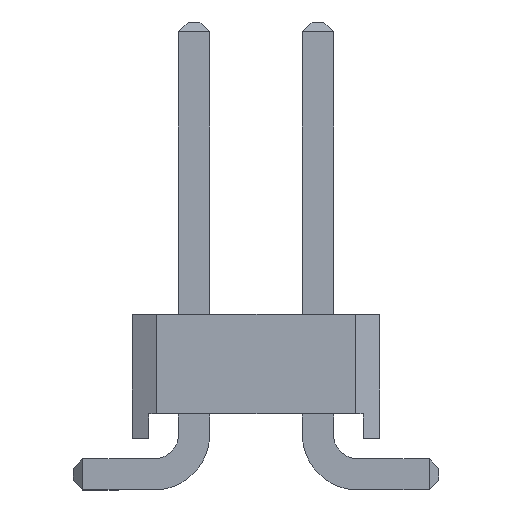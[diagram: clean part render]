
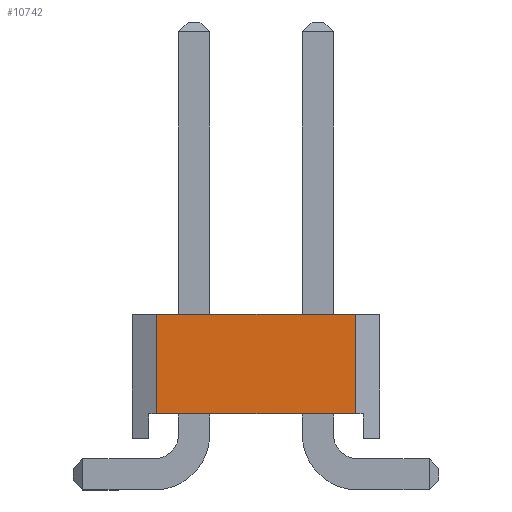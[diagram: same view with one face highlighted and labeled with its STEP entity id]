
A CAD part, front view. The second image highlights one B-rep face of the part: STEP entity #10742.
In plain terms, the highlighted face is planar.
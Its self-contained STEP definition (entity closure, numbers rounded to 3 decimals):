
#1692=ORIENTED_EDGE('',*,*,#3024,.F.);
#1693=ORIENTED_EDGE('',*,*,#3032,.T.);
#1694=ORIENTED_EDGE('',*,*,#3029,.T.);
#1695=ORIENTED_EDGE('',*,*,#3033,.T.);
#3024=EDGE_CURVE('',#3834,#3835,#4714,.T.);
#3029=EDGE_CURVE('',#3836,#3837,#4719,.T.);
#3032=EDGE_CURVE('',#3834,#3836,#4722,.T.);
#3033=EDGE_CURVE('',#3837,#3835,#4723,.T.);
#3834=VERTEX_POINT('',#14928);
#3835=VERTEX_POINT('',#14930);
#3836=VERTEX_POINT('',#14934);
#3837=VERTEX_POINT('',#14937);
#4714=LINE('',#14929,#5728);
#4719=LINE('',#14938,#5733);
#4722=LINE('',#14944,#5736);
#4723=LINE('',#14946,#5737);
#5728=VECTOR('',#12780,1000.);
#5733=VECTOR('',#12787,1000.);
#5736=VECTOR('',#12796,1000.);
#5737=VECTOR('',#12799,1000.);
#6380=EDGE_LOOP('',(#1692,#1693,#1694,#1695));
#6848=FACE_BOUND('',#6380,.T.);
#7252=PLANE('',#11249);
#10742=ADVANCED_FACE('',(#6848),#7252,.T.);
#11249=AXIS2_PLACEMENT_3D('',#15075,#12864,#12865);
#12780=DIRECTION('',(0.,0.,1.));
#12787=DIRECTION('',(0.,0.,1.));
#12796=DIRECTION('',(0.,-1.,0.));
#12799=DIRECTION('',(0.,1.,0.));
#12864=DIRECTION('',(-1.,0.,0.));
#12865=DIRECTION('',(0.,0.,1.));
#14928=CARTESIAN_POINT('',(-10.16,2.04,-0.77));
#14929=CARTESIAN_POINT('',(-10.16,2.04,-20.07));
#14930=CARTESIAN_POINT('',(-10.16,2.04,1.27));
#14934=CARTESIAN_POINT('',(-10.16,-2.04,-0.77));
#14937=CARTESIAN_POINT('',(-10.16,-2.04,1.27));
#14938=CARTESIAN_POINT('',(-10.16,-2.04,-20.07));
#14944=CARTESIAN_POINT('',(-10.16,-2.54,-0.77));
#14946=CARTESIAN_POINT('',(-10.16,-2.54,1.27));
#15075=CARTESIAN_POINT('',(-10.16,-2.54,-1.27));
